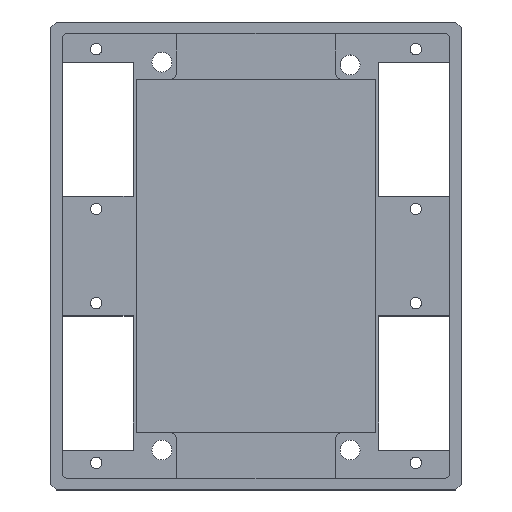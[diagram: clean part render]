
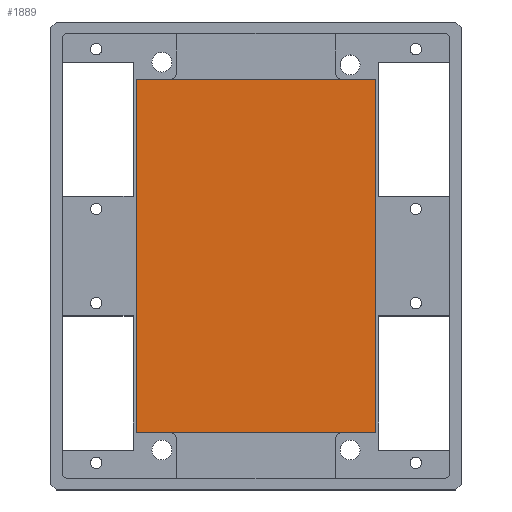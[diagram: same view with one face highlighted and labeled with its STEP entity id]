
A CAD part, top view. The second image highlights one B-rep face of the part: STEP entity #1889.
In plain terms, the highlighted planar face has unit normal (0, 0, 1).
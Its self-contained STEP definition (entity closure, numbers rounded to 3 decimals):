
#77=PLANE('',#2044);
#158=FACE_OUTER_BOUND('',#279,.T.);
#279=EDGE_LOOP('',(#1512,#1513,#1514,#1515));
#410=LINE('',#2865,#614);
#452=LINE('',#2962,#656);
#453=LINE('',#2964,#657);
#454=LINE('',#2965,#658);
#614=VECTOR('',#2312,1.);
#656=VECTOR('',#2408,1.);
#657=VECTOR('',#2409,1.);
#658=VECTOR('',#2410,1.);
#903=VERTEX_POINT('',#2862);
#904=VERTEX_POINT('',#2864);
#932=VERTEX_POINT('',#2961);
#933=VERTEX_POINT('',#2963);
#1100=EDGE_CURVE('',#904,#903,#410,.T.);
#1150=EDGE_CURVE('',#932,#903,#452,.T.);
#1151=EDGE_CURVE('',#933,#932,#453,.T.);
#1152=EDGE_CURVE('',#933,#904,#454,.T.);
#1512=ORIENTED_EDGE('',*,*,#1150,.F.);
#1513=ORIENTED_EDGE('',*,*,#1151,.F.);
#1514=ORIENTED_EDGE('',*,*,#1152,.T.);
#1515=ORIENTED_EDGE('',*,*,#1100,.T.);
#1889=ADVANCED_FACE('',(#158),#77,.T.);
#2044=AXIS2_PLACEMENT_3D('',#2960,#2406,#2407);
#2312=DIRECTION('',(0.,1.,0.));
#2406=DIRECTION('center_axis',(0.,0.,1.));
#2407=DIRECTION('ref_axis',(1.,0.,0.));
#2408=DIRECTION('',(1.,0.,0.));
#2409=DIRECTION('',(0.,1.,0.));
#2410=DIRECTION('',(1.,0.,0.));
#2862=CARTESIAN_POINT('',(21.,31.,-2.));
#2864=CARTESIAN_POINT('',(21.,-31.,-2.));
#2865=CARTESIAN_POINT('',(21.,-33.5,-2.));
#2960=CARTESIAN_POINT('Origin',(-21.,-33.5,-2.));
#2961=CARTESIAN_POINT('',(-21.,31.,-2.));
#2962=CARTESIAN_POINT('',(-11.,31.,-2.));
#2963=CARTESIAN_POINT('',(-21.,-31.,-2.));
#2964=CARTESIAN_POINT('',(-21.,-23.5,-2.));
#2965=CARTESIAN_POINT('',(-11.,-31.,-2.));
